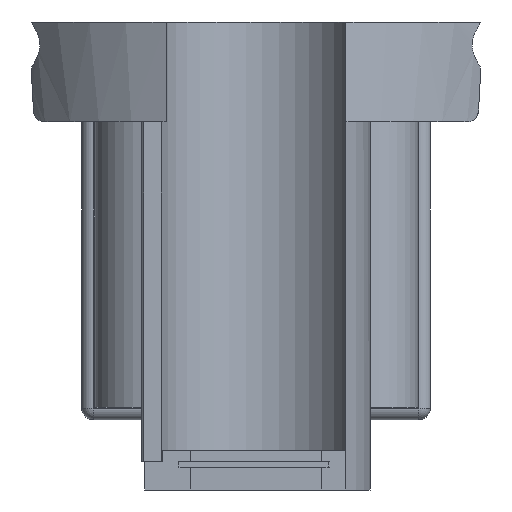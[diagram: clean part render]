
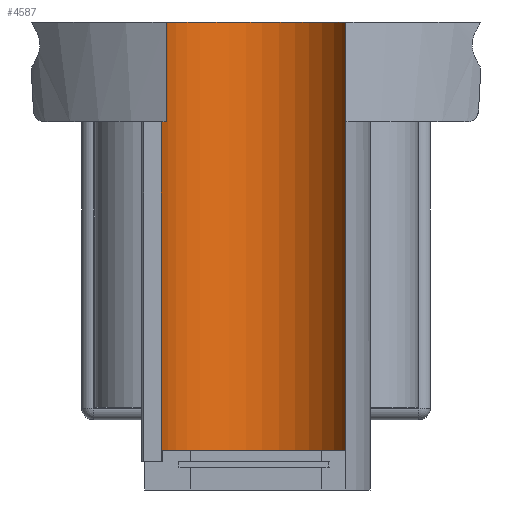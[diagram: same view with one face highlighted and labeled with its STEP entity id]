
A CAD part, left-side view. The second image highlights one B-rep face of the part: STEP entity #4587.
In plain terms, the highlighted cylindrical face has radius 8.5 mm (diameter 17 mm), a partial arc.
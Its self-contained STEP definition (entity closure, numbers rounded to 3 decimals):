
#369=FACE_OUTER_BOUND('',#625,.T.);
#625=EDGE_LOOP('',(#4112,#4113,#4114,#4115,#4116,#4117,#4118,#4119,#4120,
#4121,#4122,#4123));
#671=CIRCLE('',#4786,8.5);
#674=CIRCLE('',#4789,8.5);
#693=CIRCLE('',#4822,8.5);
#716=CIRCLE('',#4923,8.5);
#719=CIRCLE('',#4928,8.5);
#720=CIRCLE('',#4929,8.5);
#1294=LINE('',#13948,#1664);
#1305=LINE('',#13974,#1675);
#1306=LINE('',#13976,#1676);
#1307=LINE('',#13979,#1677);
#1308=LINE('',#13980,#1678);
#1309=LINE('',#13982,#1679);
#1664=VECTOR('',#5879,10.);
#1675=VECTOR('',#5908,10.);
#1676=VECTOR('',#5909,10.);
#1677=VECTOR('',#5912,10.);
#1678=VECTOR('',#5913,10.);
#1679=VECTOR('',#5914,10.);
#1962=VERTEX_POINT('',#9959);
#1963=VERTEX_POINT('',#9961);
#1968=VERTEX_POINT('',#9971);
#1969=VERTEX_POINT('',#9973);
#2050=VERTEX_POINT('',#10487);
#2051=VERTEX_POINT('',#10489);
#2134=VERTEX_POINT('',#13945);
#2135=VERTEX_POINT('',#13947);
#2140=VERTEX_POINT('',#13965);
#2142=VERTEX_POINT('',#13975);
#2143=VERTEX_POINT('',#13977);
#2144=VERTEX_POINT('',#13981);
#2527=EDGE_CURVE('',#1963,#1962,#671,.T.);
#2533=EDGE_CURVE('',#1969,#1968,#674,.T.);
#2635=EDGE_CURVE('',#2050,#2051,#693,.T.);
#2797=EDGE_CURVE('',#2135,#2134,#1294,.T.);
#2806=EDGE_CURVE('',#2134,#2140,#716,.T.);
#2811=EDGE_CURVE('',#1969,#2140,#1305,.T.);
#2812=EDGE_CURVE('',#1968,#2142,#1306,.T.);
#2813=EDGE_CURVE('',#2142,#2143,#719,.T.);
#2814=EDGE_CURVE('',#2143,#1963,#1307,.T.);
#2815=EDGE_CURVE('',#1962,#2051,#1308,.T.);
#2816=EDGE_CURVE('',#2050,#2144,#1309,.T.);
#2817=EDGE_CURVE('',#2135,#2144,#720,.T.);
#4112=ORIENTED_EDGE('',*,*,#2797,.T.);
#4113=ORIENTED_EDGE('',*,*,#2806,.T.);
#4114=ORIENTED_EDGE('',*,*,#2811,.F.);
#4115=ORIENTED_EDGE('',*,*,#2533,.T.);
#4116=ORIENTED_EDGE('',*,*,#2812,.T.);
#4117=ORIENTED_EDGE('',*,*,#2813,.T.);
#4118=ORIENTED_EDGE('',*,*,#2814,.T.);
#4119=ORIENTED_EDGE('',*,*,#2527,.T.);
#4120=ORIENTED_EDGE('',*,*,#2815,.T.);
#4121=ORIENTED_EDGE('',*,*,#2635,.F.);
#4122=ORIENTED_EDGE('',*,*,#2816,.T.);
#4123=ORIENTED_EDGE('',*,*,#2817,.F.);
#4358=CYLINDRICAL_SURFACE('',#4927,8.5);
#4587=ADVANCED_FACE('',(#369),#4358,.F.);
#4786=AXIS2_PLACEMENT_3D('',#9962,#5404,#5405);
#4789=AXIS2_PLACEMENT_3D('',#9974,#5413,#5414);
#4822=AXIS2_PLACEMENT_3D('',#10490,#5558,#5559);
#4923=AXIS2_PLACEMENT_3D('',#13966,#5896,#5897);
#4927=AXIS2_PLACEMENT_3D('',#13973,#5906,#5907);
#4928=AXIS2_PLACEMENT_3D('',#13978,#5910,#5911);
#4929=AXIS2_PLACEMENT_3D('',#13983,#5915,#5916);
#5404=DIRECTION('center_axis',(0.,0.,
1.));
#5405=DIRECTION('ref_axis',(1.,0.,0.));
#5413=DIRECTION('center_axis',(0.,0.,
1.));
#5414=DIRECTION('ref_axis',(1.,0.,0.));
#5558=DIRECTION('center_axis',(0.,0.,
1.));
#5559=DIRECTION('ref_axis',(1.,0.,0.));
#5879=DIRECTION('',(0.,0.,1.));
#5896=DIRECTION('center_axis',(0.,0.,-1.));
#5897=DIRECTION('ref_axis',(1.,0.,0.));
#5906=DIRECTION('center_axis',(0.,0.,-1.));
#5907=DIRECTION('ref_axis',(1.,0.,0.));
#5908=DIRECTION('',(0.,0.,-1.));
#5909=DIRECTION('',(0.,0.,-1.));
#5910=DIRECTION('center_axis',(0.,0.,
1.));
#5911=DIRECTION('ref_axis',(1.,0.,0.));
#5912=DIRECTION('',(0.,0.,1.));
#5913=DIRECTION('',(0.,0.,-1.));
#5914=DIRECTION('',(0.,0.,-1.));
#5915=DIRECTION('center_axis',(0.,0.,1.));
#5916=DIRECTION('ref_axis',(-0.375,-0.927,0.));
#9959=CARTESIAN_POINT('',(-17.499,7.878,0.));
#9961=CARTESIAN_POINT('',(-16.101,8.308,0.));
#9962=CARTESIAN_POINT('Origin',(-14.314,-0.002,
0.));
#9971=CARTESIAN_POINT('',(-12.101,8.205,0.));
#9973=CARTESIAN_POINT('',(-17.501,-7.882,0.));
#9974=CARTESIAN_POINT('Origin',(-14.314,-0.002,
0.));
#10487=CARTESIAN_POINT('',(-16.101,8.308,-8.75));
#10489=CARTESIAN_POINT('',(-17.499,7.878,-8.75));
#10490=CARTESIAN_POINT('Origin',(-14.314,-0.002,
-8.75));
#13945=CARTESIAN_POINT('',(-12.101,8.205,-37.5));
#13947=CARTESIAN_POINT('',(-12.101,8.205,-38.5));
#13948=CARTESIAN_POINT('',(-12.101,8.205,0.));
#13965=CARTESIAN_POINT('',(-17.501,-7.882,-37.5));
#13966=CARTESIAN_POINT('Origin',(-14.314,-0.002,
-37.5));
#13973=CARTESIAN_POINT('Origin',(-14.314,-0.002,
0.));
#13974=CARTESIAN_POINT('',(-17.501,-7.882,0.));
#13975=CARTESIAN_POINT('',(-12.101,8.205,-1.5));
#13976=CARTESIAN_POINT('',(-12.101,8.205,0.));
#13977=CARTESIAN_POINT('',(-16.101,8.308,-1.5));
#13978=CARTESIAN_POINT('Origin',(-14.314,-0.002,
-1.5));
#13979=CARTESIAN_POINT('',(-16.101,8.308,0.));
#13980=CARTESIAN_POINT('',(-17.499,7.878,0.));
#13981=CARTESIAN_POINT('',(-16.101,8.308,-38.5));
#13982=CARTESIAN_POINT('',(-16.101,8.308,-8.75));
#13983=CARTESIAN_POINT('Origin',(-14.314,-0.002,
-38.5));
